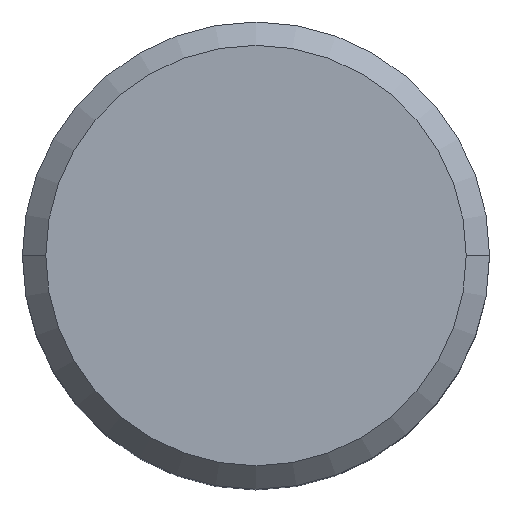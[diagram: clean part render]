
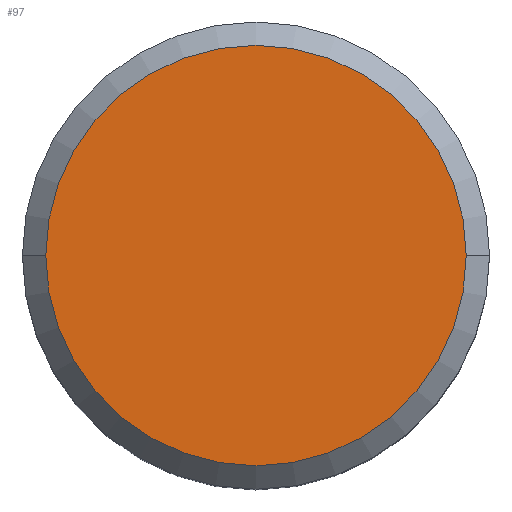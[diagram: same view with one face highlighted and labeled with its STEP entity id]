
A CAD part, top view. The second image highlights one B-rep face of the part: STEP entity #97.
In plain terms, the highlighted planar face has unit normal (0, 0, 1).
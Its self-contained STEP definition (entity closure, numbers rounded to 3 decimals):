
#38 = EDGE_CURVE ( 'NONE', #39, #40, #200, .T. ) ;
#39 = VERTEX_POINT ( 'NONE', #196 ) ;
#40 = VERTEX_POINT ( 'NONE', #195 ) ;
#97 = ADVANCED_FACE ( 'NONE', ( #224 ), #551, .T. ) ;
#98 = EDGE_LOOP ( 'NONE', ( #99, #101 ) ) ;
#99 = ORIENTED_EDGE ( 'NONE', *, *, #100, .T. ) ;
#100 = EDGE_CURVE ( 'NONE', #40, #39, #471, .T. ) ;
#101 = ORIENTED_EDGE ( 'NONE', *, *, #38, .T. ) ;
#195 = CARTESIAN_POINT ( 'NONE',  ( -4.5, 0., 0. ) ) ;
#196 = CARTESIAN_POINT ( 'NONE',  ( 4.5, 0., 0. ) ) ;
#197 = DIRECTION ( 'NONE',  ( 1., 0., 0. ) ) ;
#198 = DIRECTION ( 'NONE',  ( 0., 0., 1. ) ) ;
#199 = AXIS2_PLACEMENT_3D ( 'NONE', #205, #198, #197 ) ;
#200 = CIRCLE ( 'NONE', #199, 4.5 ) ;
#205 = CARTESIAN_POINT ( 'NONE',  ( 0., 0., 0. ) ) ;
#224 = FACE_OUTER_BOUND ( 'NONE', #98, .T. ) ;
#467 = DIRECTION ( 'NONE',  ( 1., 0., 0. ) ) ;
#468 = DIRECTION ( 'NONE',  ( 0., 0., 1. ) ) ;
#469 = CARTESIAN_POINT ( 'NONE',  ( 0., 0., 0. ) ) ;
#470 = AXIS2_PLACEMENT_3D ( 'NONE', #469, #468, #467 ) ;
#471 = CIRCLE ( 'NONE', #470, 4.5 ) ;
#547 = DIRECTION ( 'NONE',  ( 1., 0., 0. ) ) ;
#548 = DIRECTION ( 'NONE',  ( 0., 0., 1. ) ) ;
#549 = CARTESIAN_POINT ( 'NONE',  ( 0., 0., 0. ) ) ;
#550 = AXIS2_PLACEMENT_3D ( 'NONE', #549, #548, #547 ) ;
#551 = PLANE ( 'NONE',  #550 ) ;
